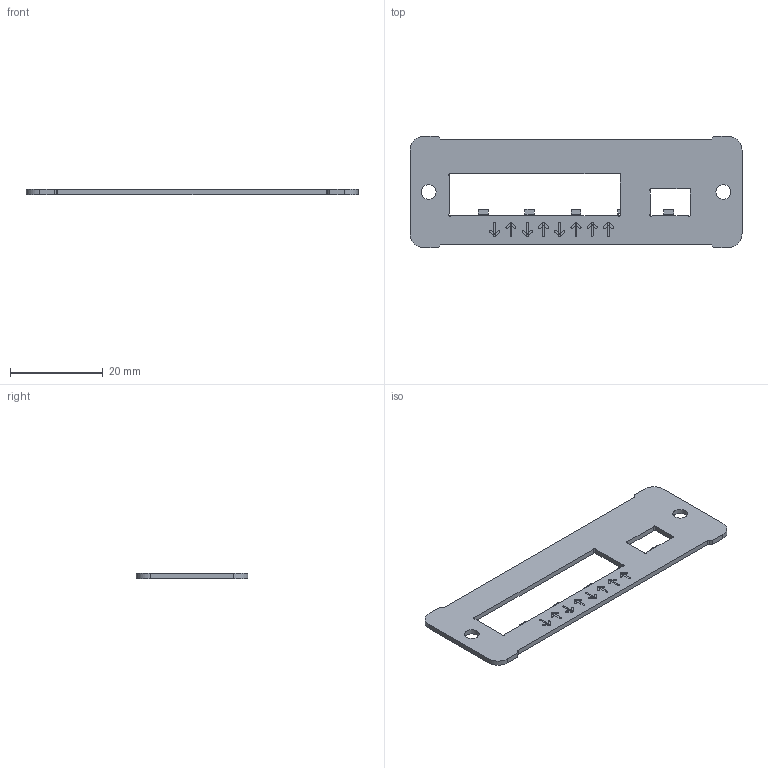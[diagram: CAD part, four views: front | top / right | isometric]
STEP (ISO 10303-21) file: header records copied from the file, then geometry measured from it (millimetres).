
FILE_DESCRIPTION(('KiCad electronic assembly'),'2;1');
FILE_NAME('AllSerial TTL.step','2024-07-19T18:16:05',('Pcbnew'),('Kicad' ),'Open CASCADE STEP processor 7.8','KiCad to STEP converter', 'Unknown');
FILE_SCHEMA(('AUTOMOTIVE_DESIGN { 1 0 10303 214 1 1 1 1 }'));
Length unit declared in the file: millimetre
Products named in the file (63): AllSerial TTL 1; AllSerial TTL_track_1; AllSerial TTL_track_2; AllSerial TTL_track_3; AllSerial TTL_track_4; AllSerial TTL_track_5; AllSerial TTL_track_6; AllSerial TTL_track_7; AllSerial TTL_track_8; AllSerial TTL_track_9; AllSerial TTL_track_10; AllSerial TTL_track_11; AllSerial TTL_track_12; AllSerial TTL_track_13; AllSerial TTL_track_14; AllSerial TTL_track_15; AllSerial TTL_track_16; AllSerial TTL_track_17; AllSerial TTL_track_18; AllSerial TTL_track_19; AllSerial TTL_track_20; AllSerial TTL_track_21; AllSerial TTL_track_22; AllSerial TTL_track_23; AllSerial TTL_track_24; AllSerial TTL_track_25; AllSerial TTL_track_26; AllSerial TTL_track_27; AllSerial TTL_track_28; AllSerial TTL_track_29; AllSerial TTL_track_30; AllSerial TTL_track_31; AllSerial TTL_track_32; AllSerial TTL_track_33; AllSerial TTL_track_34; AllSerial TTL_track_35; AllSerial TTL_track_36; AllSerial TTL_track_37; AllSerial TTL_track_38; AllSerial TTL_zone ...
Assembly tree (62 placements, depth 2):
  AllSerial TTL 1
    AllSerial TTL_track_1
    AllSerial TTL_track_2
    AllSerial TTL_track_3
    AllSerial TTL_track_4
    AllSerial TTL_track_5
    AllSerial TTL_track_6
    AllSerial TTL_track_7
    AllSerial TTL_track_8
    AllSerial TTL_track_9
    AllSerial TTL_track_10
    AllSerial TTL_track_11
    AllSerial TTL_track_12
    AllSerial TTL_track_13
    AllSerial TTL_track_14
    AllSerial TTL_track_15
    AllSerial TTL_track_16
    AllSerial TTL_track_17
    AllSerial TTL_track_18
    AllSerial TTL_track_19
    AllSerial TTL_track_20
    AllSerial TTL_track_21
    AllSerial TTL_track_22
    AllSerial TTL_track_23
    AllSerial TTL_track_24
    AllSerial TTL_track_25
    AllSerial TTL_track_26
    AllSerial TTL_track_27
    AllSerial TTL_track_28
    AllSerial TTL_track_29
    AllSerial TTL_track_30
    AllSerial TTL_track_31
    AllSerial TTL_track_32
    AllSerial TTL_track_33
    AllSerial TTL_track_34
    AllSerial TTL_track_35
    AllSerial TTL_track_36
    AllSerial TTL_track_37
    AllSerial TTL_track_38
    AllSerial TTL_zone
    AllSerial TTL_pad_1
    AllSerial TTL_pad_2
    AllSerial TTL_pad_3
    AllSerial TTL_pad_4
    AllSerial TTL_pad_5
    AllSerial TTL_pad_6
    AllSerial TTL_pad_7
    AllSerial TTL_pad_8
    AllSerial TTL_pad_9
    AllSerial TTL_pad_10
    AllSerial TTL_pad_11
    AllSerial TTL_pad_12
    AllSerial TTL_pad_13
    AllSerial TTL_pad_14
    AllSerial TTL_pad_15
    AllSerial TTL_pad_16
    AllSerial TTL_pad_17
    AllSerial TTL_pad_18
    AllSerial TTL_pad_19
    AllSerial TTL_pad_20
Bounding box: 71.5 x 24 x 1.16 mm (x, y, z)
Volume: 1341.4 mm3; surface area: 3115.5 mm2
Topology: 40 solids, 40 shells, 456 faces, 1128 edges, 752 vertices
Faces by surface type: plane 385, cylinder 71
Full cylindrical faces by diameter (mm): 3.2 x2
Entity records: 14740 total; most frequent: CARTESIAN_POINT 2399, DIRECTION 2308, ORIENTED_EDGE 2256, EDGE_CURVE 1128, LINE 986, VECTOR 986, VERTEX_POINT 752, AXIS2_PLACEMENT_3D 661
